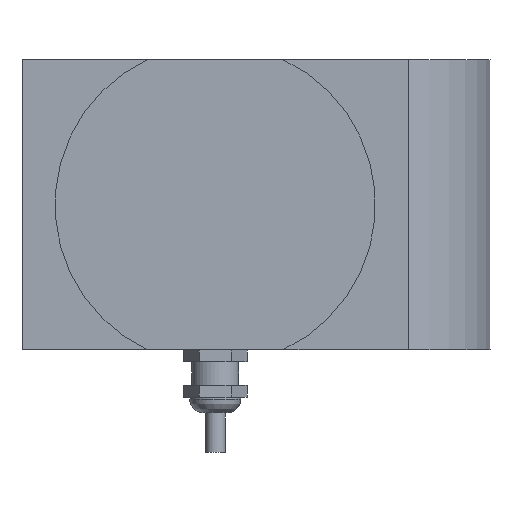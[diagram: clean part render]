
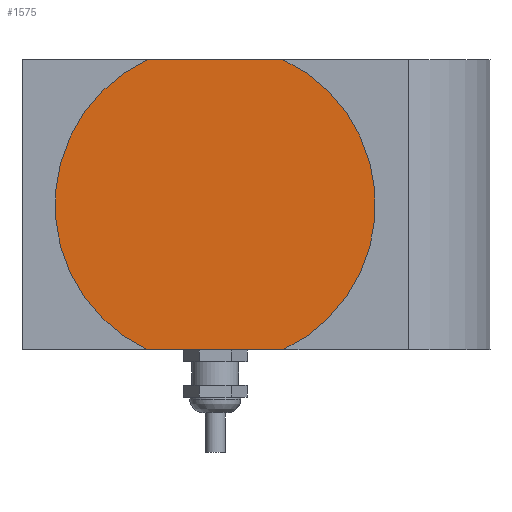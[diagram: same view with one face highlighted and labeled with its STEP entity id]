
A CAD part, left-side view. The second image highlights one B-rep face of the part: STEP entity #1575.
In plain terms, the highlighted planar face has unit normal (-1, 0, 0).
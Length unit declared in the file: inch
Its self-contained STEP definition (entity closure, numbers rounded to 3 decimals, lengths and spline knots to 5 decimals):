
#92=PLANE('',#1742);
#179=FACE_OUTER_BOUND('',#272,.T.);
#272=EDGE_LOOP('',(#1363,#1364,#1365,#1366));
#423=LINE('',#2786,#569);
#424=LINE('',#2787,#570);
#569=VECTOR('',#2175,0.3937);
#570=VECTOR('',#2176,0.3937);
#627=CIRCLE('',#1711,1.6);
#635=CIRCLE('',#1724,1.6);
#749=VERTEX_POINT('',#2560);
#751=VERTEX_POINT('',#2563);
#769=VERTEX_POINT('',#2664);
#770=VERTEX_POINT('',#2666);
#950=EDGE_CURVE('',#751,#749,#627,.T.);
#975=EDGE_CURVE('',#769,#770,#635,.T.);
#1007=EDGE_CURVE('',#751,#770,#423,.T.);
#1008=EDGE_CURVE('',#769,#749,#424,.T.);
#1363=ORIENTED_EDGE('',*,*,#975,.T.);
#1364=ORIENTED_EDGE('',*,*,#1007,.F.);
#1365=ORIENTED_EDGE('',*,*,#950,.T.);
#1366=ORIENTED_EDGE('',*,*,#1008,.F.);
#1575=ADVANCED_FACE('',(#179),#92,.T.);
#1711=AXIS2_PLACEMENT_3D('',#2564,#2084,#2085);
#1724=AXIS2_PLACEMENT_3D('',#2668,#2121,#2122);
#1742=AXIS2_PLACEMENT_3D('',#2785,#2173,#2174);
#2084=DIRECTION('center_axis',(-1.,0.,0.));
#2085=DIRECTION('ref_axis',(0.,1.,0.));
#2121=DIRECTION('center_axis',(-1.,0.,0.));
#2122=DIRECTION('ref_axis',(0.,1.,0.));
#2173=DIRECTION('center_axis',(-1.,0.,0.));
#2174=DIRECTION('ref_axis',(0.,-1.,0.));
#2175=DIRECTION('',(0.,-1.,0.));
#2176=DIRECTION('',(0.,1.,0.));
#2560=CARTESIAN_POINT('',(-7.25,0.67639,-1.45));
#2563=CARTESIAN_POINT('',(-7.25,0.67639,1.45));
#2564=CARTESIAN_POINT('Origin',(-7.25,0.,0.));
#2664=CARTESIAN_POINT('',(-7.25,-0.67639,-1.45));
#2666=CARTESIAN_POINT('',(-7.25,-0.67639,1.45));
#2668=CARTESIAN_POINT('Origin',(-7.25,0.,0.));
#2785=CARTESIAN_POINT('Origin',(-7.25,1.93,0.));
#2786=CARTESIAN_POINT('',(-7.25,-1.93,1.45));
#2787=CARTESIAN_POINT('',(-7.25,-1.93,-1.45));
